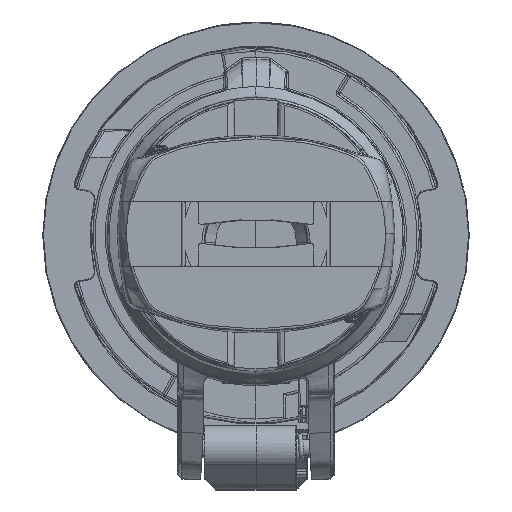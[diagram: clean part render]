
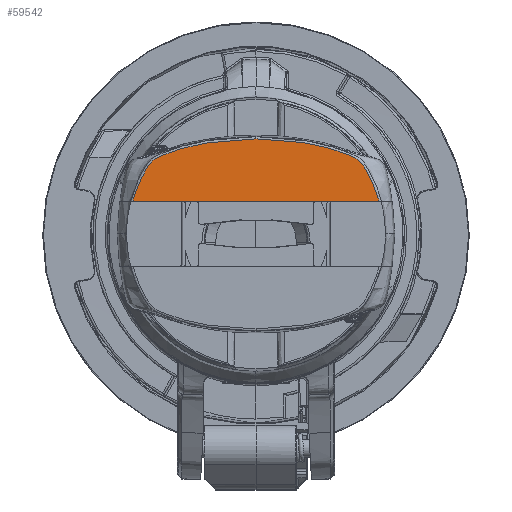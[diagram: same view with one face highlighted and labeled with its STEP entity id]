
A CAD part, top view. The second image highlights one B-rep face of the part: STEP entity #59542.
In plain terms, the highlighted planar face has unit normal (0, 0.009, 1).
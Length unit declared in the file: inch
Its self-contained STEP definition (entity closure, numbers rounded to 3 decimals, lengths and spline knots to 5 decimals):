
#3979 = CARTESIAN_POINT ( 'NONE',  ( -0.60077, 0.75434, 5.4624 ) ) ;
#6025 = DIRECTION ( 'NONE',  ( 0., 0.009, 1. ) ) ;
#8845 = VECTOR ( 'NONE', #84307, 39.37008 ) ;
#12052 = CARTESIAN_POINT ( 'NONE',  ( -1.06883, 0.285, 5.46649 ) ) ;
#12703 = CARTESIAN_POINT ( 'NONE',  ( -1.06883, 0.285, 5.46649 ) ) ;
#13148 = CARTESIAN_POINT ( 'NONE',  ( -1.03678, 0.38999, 5.46557 ) ) ;
#13585 = CARTESIAN_POINT ( 'NONE',  ( -0.95347, 0.56247, 5.46407 ) ) ;
#14031 = CARTESIAN_POINT ( 'NONE',  ( 1.00331, 0.4674, 5.4649 ) ) ;
#15790 = CARTESIAN_POINT ( 'NONE',  ( 1.06883, 0.285, 5.46649 ) ) ;
#16240 = CARTESIAN_POINT ( 'NONE',  ( 0.86821, 0.65671, 5.46325 ) ) ;
#17462 = CARTESIAN_POINT ( 'NONE',  ( 0., 0.285, 5.46649 ) ) ;
#17571 = CARTESIAN_POINT ( 'NONE',  ( 0.90128, 0.63072, 5.46347 ) ) ;
#18035 = CARTESIAN_POINT ( 'NONE',  ( 0.91993, 0.61046, 5.46365 ) ) ;
#20269 = B_SPLINE_CURVE_WITH_KNOTS ( 'NONE', 3,
 ( #15790, #108308, #120556, #14031, #97778, #45623, #118774, #56134, #129322, #101375, #18035, #38668, #17571, #69856, #91304, #16240, #111857, #68957, #131568, #100035, #47856, #79013, #112296, #48755, #110947, #80361, #49661, #89934, #132473, #89472 ),
 .UNSPECIFIED., .F., .F.,
 ( 4, 2, 2, 2, 2, 2, 2, 2, 2, 2, 2, 2, 2, 2, 4 ),
 ( 0., 0.00423, 0.00634, 0.0074, 0.00845, 0.00951, 0.01004, 0.01057, 0.01162, 0.01268, 0.01479, 0.01691, 0.02113, 0.02536, 0.03381 ),
 .UNSPECIFIED. ) ;
#22728 = CARTESIAN_POINT ( 'NONE',  ( -0.22039, 0.8188, 5.46183 ) ) ;
#28975 = VERTEX_POINT ( 'NONE', #49230 ) ;
#33741 = CARTESIAN_POINT ( 'NONE',  ( -0.83519, 0.67286, 5.46311 ) ) ;
#34648 = CARTESIAN_POINT ( 'NONE',  ( -0.43904, 0.7892, 5.46209 ) ) ;
#38562 = ORIENTED_EDGE ( 'NONE', *, *, #112960, .F. ) ;
#38668 = CARTESIAN_POINT ( 'NONE',  ( 0.90612, 0.62579, 5.46352 ) ) ;
#40401 = ORIENTED_EDGE ( 'NONE', *, *, #81637, .T. ) ;
#43855 = CARTESIAN_POINT ( 'NONE',  ( -0.82242, 0.67807, 5.46306 ) ) ;
#44544 = EDGE_CURVE ( 'NONE', #59805, #125600, #113851, .T. ) ;
#45197 = CARTESIAN_POINT ( 'NONE',  ( -0.8942, 0.63784, 5.46341 ) ) ;
#45623 = CARTESIAN_POINT ( 'NONE',  ( 0.97196, 0.52914, 5.46436 ) ) ;
#47856 = CARTESIAN_POINT ( 'NONE',  ( 0.75491, 0.70508, 5.46283 ) ) ;
#48755 = CARTESIAN_POINT ( 'NONE',  ( 0.59799, 0.75505, 5.46239 ) ) ;
#49230 = CARTESIAN_POINT ( 'NONE',  ( -0.52058, 0.285, 5.46649 ) ) ;
#49661 = CARTESIAN_POINT ( 'NONE',  ( 0.38264, 0.79827, 5.46201 ) ) ;
#54351 = CARTESIAN_POINT ( 'NONE',  ( -0.93049, 0.59639, 5.46377 ) ) ;
#55017 = CARTESIAN_POINT ( 'NONE',  ( 0., 0.82536, 5.46178 ) ) ;
#56134 = CARTESIAN_POINT ( 'NONE',  ( 0.95116, 0.56515, 5.46405 ) ) ;
#59542 = ADVANCED_FACE ( 'NONE', ( #78552 ), #90213, .T. ) ;
#59636 = DIRECTION ( 'NONE',  ( -1., 0., 0. ) ) ;
#59697 = VERTEX_POINT ( 'NONE', #55017 ) ;
#59805 = VERTEX_POINT ( 'NONE', #131338 ) ;
#64594 = LINE ( 'NONE', #95251, #8845 ) ;
#66256 = CARTESIAN_POINT ( 'NONE',  ( -0.38443, 0.798, 5.46201 ) ) ;
#67860 = DIRECTION ( 'NONE',  ( 0., -1., 0.009 ) ) ;
#68957 = CARTESIAN_POINT ( 'NONE',  ( 0.83114, 0.67456, 5.46309 ) ) ;
#69856 = CARTESIAN_POINT ( 'NONE',  ( 0.89097, 0.64008, 5.46339 ) ) ;
#75441 = CARTESIAN_POINT ( 'NONE',  ( -0.96696, 0.53874, 5.46428 ) ) ;
#75896 = CARTESIAN_POINT ( 'NONE',  ( -1.00419, 0.46549, 5.46492 ) ) ;
#76240 = VECTOR ( 'NONE', #93617, 39.37008 ) ;
#78552 = FACE_OUTER_BOUND ( 'NONE', #82626, .T. ) ;
#79013 = CARTESIAN_POINT ( 'NONE',  ( 0.70326, 0.72336, 5.46267 ) ) ;
#79707 = ORIENTED_EDGE ( 'NONE', *, *, #44544, .F. ) ;
#79821 = ORIENTED_EDGE ( 'NONE', *, *, #106872, .T. ) ;
#80361 = CARTESIAN_POINT ( 'NONE',  ( 0.437, 0.78954, 5.46209 ) ) ;
#81637 = EDGE_CURVE ( 'NONE', #28975, #125600, #64594, .T. ) ;
#82626 = EDGE_LOOP ( 'NONE', ( #79707, #79821, #99518, #38562, #40401 ) ) ;
#84307 = DIRECTION ( 'NONE',  ( 1., 0., 0. ) ) ;
#86820 = CARTESIAN_POINT ( 'NONE',  ( -0.86018, 0.66099, 5.46321 ) ) ;
#87073 = VECTOR ( 'NONE', #59636, 39.37008 ) ;
#87255 = CARTESIAN_POINT ( 'NONE',  ( -0.11045, 0.82536, 5.46178 ) ) ;
#88263 = VERTEX_POINT ( 'NONE', #12052 ) ;
#89472 = CARTESIAN_POINT ( 'NONE',  ( 0., 0.82536, 5.46178 ) ) ;
#89934 = CARTESIAN_POINT ( 'NONE',  ( 0.21934, 0.81886, 5.46183 ) ) ;
#90041 = B_SPLINE_CURVE_WITH_KNOTS ( 'NONE', 3,
 ( #97793, #87255, #22728, #66256, #34648, #117889, #3979, #118790, #118337, #129334, #95970, #43855, #33741, #86820, #128886, #45197, #106539, #116984, #54351, #13585, #75441, #107415, #75896, #13148, #127542, #12703 ),
 .UNSPECIFIED., .F., .F.,
 ( 4, 2, 2, 2, 2, 2, 2, 2, 2, 2, 2, 2, 4 ),
 ( 0., 0.00839, 0.01259, 0.01678, 0.01888, 0.02098, 0.02203, 0.02307, 0.02412, 0.02517, 0.02727, 0.02937, 0.03356 ),
 .UNSPECIFIED. ) ;
#90213 = PLANE ( 'NONE',  #127808 ) ;
#91304 = CARTESIAN_POINT ( 'NONE',  ( 0.88543, 0.64454, 5.46335 ) ) ;
#93617 = DIRECTION ( 'NONE',  ( -1., 0., 0. ) ) ;
#95251 = CARTESIAN_POINT ( 'NONE',  ( 0., 0.285, 5.46649 ) ) ;
#95970 = CARTESIAN_POINT ( 'NONE',  ( -0.78411, 0.69367, 5.46292 ) ) ;
#97778 = CARTESIAN_POINT ( 'NONE',  ( 0.99136, 0.49239, 5.46468 ) ) ;
#97793 = CARTESIAN_POINT ( 'NONE',  ( 0., 0.82536, 5.46178 ) ) ;
#99396 = CARTESIAN_POINT ( 'NONE',  ( 0., 0.285, 5.46649 ) ) ;
#99518 = ORIENTED_EDGE ( 'NONE', *, *, #131861, .T. ) ;
#99782 = CARTESIAN_POINT ( 'NONE',  ( 0.52058, 0.285, 5.46649 ) ) ;
#100035 = CARTESIAN_POINT ( 'NONE',  ( 0.78041, 0.69514, 5.46291 ) ) ;
#101375 = CARTESIAN_POINT ( 'NONE',  ( 0.92822, 0.59951, 5.46375 ) ) ;
#106539 = CARTESIAN_POINT ( 'NONE',  ( -0.90417, 0.62824, 5.4635 ) ) ;
#106872 = EDGE_CURVE ( 'NONE', #59805, #59697, #20269, .T. ) ;
#107415 = CARTESIAN_POINT ( 'NONE',  ( -0.99238, 0.49029, 5.4647 ) ) ;
#108308 = CARTESIAN_POINT ( 'NONE',  ( 1.05461, 0.33862, 5.46602 ) ) ;
#110947 = CARTESIAN_POINT ( 'NONE',  ( 0.54463, 0.76793, 5.46228 ) ) ;
#111857 = CARTESIAN_POINT ( 'NONE',  ( 0.85603, 0.66312, 5.46319 ) ) ;
#112296 = CARTESIAN_POINT ( 'NONE',  ( 0.67714, 0.73177, 5.46259 ) ) ;
#112960 = EDGE_CURVE ( 'NONE', #28975, #88263, #132879, .T. ) ;
#113222 = CARTESIAN_POINT ( 'NONE',  ( 0., 0.285, 5.46649 ) ) ;
#113851 = LINE ( 'NONE', #113222, #76240 ) ;
#116984 = CARTESIAN_POINT ( 'NONE',  ( -0.92235, 0.6074, 5.46368 ) ) ;
#117889 = CARTESIAN_POINT ( 'NONE',  ( -0.54718, 0.76736, 5.46228 ) ) ;
#118337 = CARTESIAN_POINT ( 'NONE',  ( -0.70651, 0.72228, 5.46267 ) ) ;
#118774 = CARTESIAN_POINT ( 'NONE',  ( 0.96523, 0.54128, 5.46425 ) ) ;
#118790 = CARTESIAN_POINT ( 'NONE',  ( -0.68025, 0.73079, 5.4626 ) ) ;
#120556 = CARTESIAN_POINT ( 'NONE',  ( 1.03641, 0.39107, 5.46557 ) ) ;
#125600 = VERTEX_POINT ( 'NONE', #99782 ) ;
#127542 = CARTESIAN_POINT ( 'NONE',  ( -1.05477, 0.33804, 5.46603 ) ) ;
#127808 = AXIS2_PLACEMENT_3D ( 'NONE', #99396, #6025, #67860 ) ;
#128886 = CARTESIAN_POINT ( 'NONE',  ( -0.87229, 0.65419, 5.46327 ) ) ;
#129322 = CARTESIAN_POINT ( 'NONE',  ( 0.94384, 0.57686, 5.46394 ) ) ;
#129334 = CARTESIAN_POINT ( 'NONE',  ( -0.75845, 0.70375, 5.46284 ) ) ;
#131338 = CARTESIAN_POINT ( 'NONE',  ( 1.06883, 0.285, 5.46649 ) ) ;
#131568 = CARTESIAN_POINT ( 'NONE',  ( 0.81845, 0.6797, 5.46305 ) ) ;
#131861 = EDGE_CURVE ( 'NONE', #59697, #88263, #90041, .T. ) ;
#132473 = CARTESIAN_POINT ( 'NONE',  ( 0.10992, 0.82536, 5.46178 ) ) ;
#132879 = LINE ( 'NONE', #17462, #87073 ) ;
